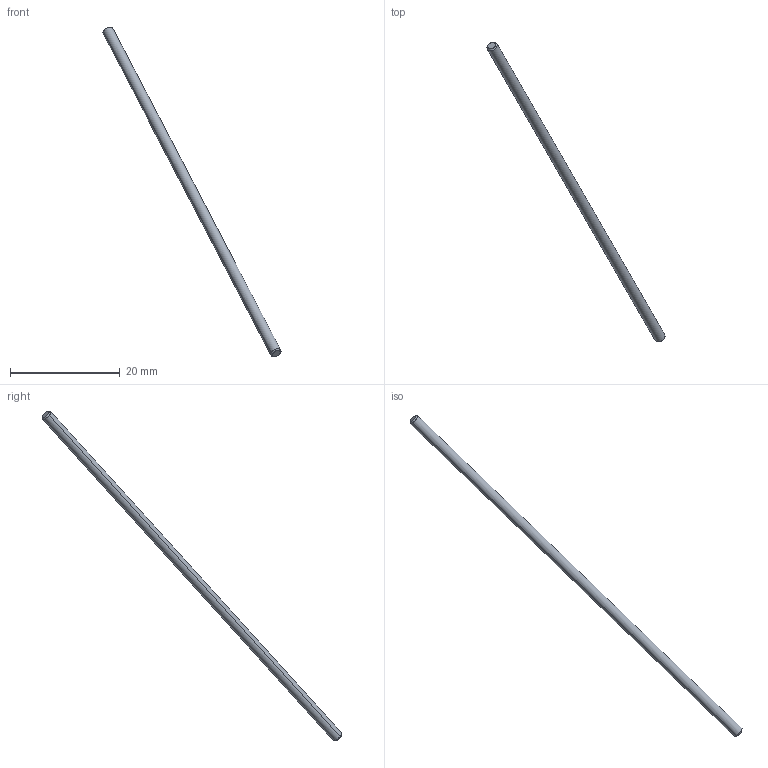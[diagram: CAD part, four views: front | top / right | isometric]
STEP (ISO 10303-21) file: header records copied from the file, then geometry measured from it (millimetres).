
FILE_DESCRIPTION(('Creo Elements/Direct Modeling STEP Export'),'2;1');
FILE_NAME('D007_Gewindestange_lang.stp','2014-08-04T17:51:28',(''),(''),'Creo Elements/Direct Modeling STEP processor for AP214 (Solid Model)','Creo Elements/Direct Modeling 17.0D 15-Jul-2011 (C) Parametric Technology GmbH','');
FILE_SCHEMA(('AUTOMOTIVE_DESIGN { 1 0 10303 214 1 1 1 1 }'));
Length unit declared in the file: millimetre
Products named in the file (2): D007_Gewindestange_lang
Assembly tree (1 placements, depth 2):
  D007_Gewindestange_lang
    D007_Gewindestange_lang
Bounding box: 32.38 x 54.42 x 59.88 mm (x, y, z)
Volume: 266.7 mm3; surface area: 538.4 mm2
Topology: 1 solids, 1 shells, 8 faces, 14 edges, 8 vertices
Faces by surface type: cone 4, cylinder 2, plane 2
Entity records: 235 total; most frequent: DIRECTION 34, CARTESIAN_POINT 28, ORIENTED_EDGE 28, AXIS2_PLACEMENT_3D 14, EDGE_CURVE 14, VERTEX_POINT 8, EDGE_LOOP 8, FACE_OUTER_BOUND 8
